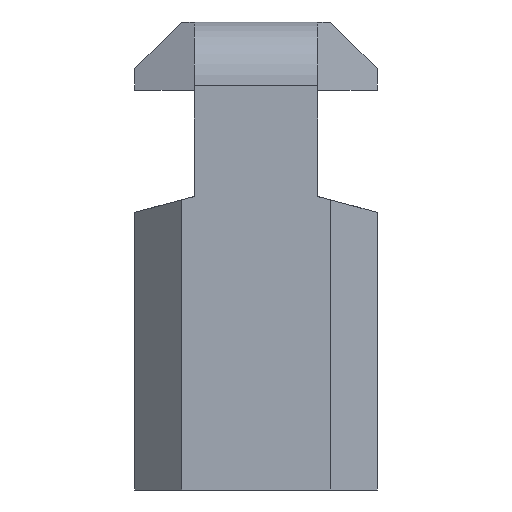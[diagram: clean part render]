
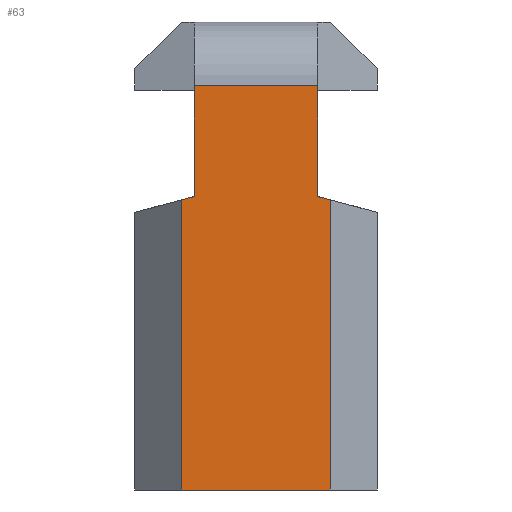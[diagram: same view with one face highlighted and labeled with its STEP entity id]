
A CAD part, front view. The second image highlights one B-rep face of the part: STEP entity #63.
In plain terms, the highlighted planar face has unit normal (0, -1, 0).
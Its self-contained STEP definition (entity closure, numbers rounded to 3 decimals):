
#63=ADVANCED_FACE('',(#139),#140,.T.);
#139=FACE_OUTER_BOUND('',#225,.T.);
#140=PLANE('',#226);
#225=EDGE_LOOP('',(#337,#338,#339,#340,#341,#342,#343,#344));
#226=AXIS2_PLACEMENT_3D('',#345,#346,#347);
#337=ORIENTED_EDGE('',*,*,#536,.T.);
#338=ORIENTED_EDGE('',*,*,#563,.T.);
#339=ORIENTED_EDGE('',*,*,#564,.F.);
#340=ORIENTED_EDGE('',*,*,#565,.T.);
#341=ORIENTED_EDGE('',*,*,#543,.T.);
#342=ORIENTED_EDGE('',*,*,#561,.F.);
#343=ORIENTED_EDGE('',*,*,#566,.T.);
#344=ORIENTED_EDGE('',*,*,#567,.T.);
#345=CARTESIAN_POINT('',(-3.5,-4.7,-17.3));
#346=DIRECTION('',(0.0,-1.0,0.0));
#347=DIRECTION('',(0.0,0.0,-1.0));
#536=EDGE_CURVE('',#635,#636,#637,.T.);
#543=EDGE_CURVE('',#649,#646,#650,.T.);
#561=EDGE_CURVE('',#675,#646,#677,.T.);
#563=EDGE_CURVE('',#636,#679,#680,.T.);
#564=EDGE_CURVE('',#681,#679,#682,.T.);
#565=EDGE_CURVE('',#681,#649,#683,.T.);
#566=EDGE_CURVE('',#675,#684,#685,.T.);
#567=EDGE_CURVE('',#684,#635,#686,.T.);
#635=VERTEX_POINT('',#782);
#636=VERTEX_POINT('',#783);
#637=LINE('',#784,#785);
#646=VERTEX_POINT('',#798);
#649=VERTEX_POINT('',#802);
#650=LINE('',#803,#804);
#675=VERTEX_POINT('',#841);
#677=LINE('',#844,#845);
#679=VERTEX_POINT('',#847);
#680=LINE('',#848,#849);
#681=VERTEX_POINT('',#850);
#682=LINE('',#851,#852);
#683=LINE('',#853,#854);
#684=VERTEX_POINT('',#855);
#685=LINE('',#856,#857);
#686=LINE('',#858,#859);
#782=CARTESIAN_POINT('',(3.5,-4.7,-3.661));
#783=CARTESIAN_POINT('',(2.9,-4.7,-3.5));
#784=CARTESIAN_POINT('',(3.5,-4.7,-3.661));
#785=VECTOR('',#996,0.621);
#798=CARTESIAN_POINT('',(-3.5,-4.7,-3.661));
#802=CARTESIAN_POINT('',(-2.9,-4.7,-3.5));
#803=CARTESIAN_POINT('',(-2.9,-4.7,-3.5));
#804=VECTOR('',#1002,0.621);
#841=CARTESIAN_POINT('',(-3.5,-4.7,-17.3));
#844=CARTESIAN_POINT('',(-3.5,-4.7,-17.3));
#845=VECTOR('',#1016,13.639);
#847=CARTESIAN_POINT('',(2.9,-4.7,1.7));
#848=CARTESIAN_POINT('',(2.9,-4.7,-3.5));
#849=VECTOR('',#1017,5.2);
#850=CARTESIAN_POINT('',(-2.9,-4.7,1.7));
#851=CARTESIAN_POINT('',(-2.9,-4.7,1.7));
#852=VECTOR('',#1018,5.8);
#853=CARTESIAN_POINT('',(-2.9,-4.7,1.7));
#854=VECTOR('',#1019,5.2);
#855=CARTESIAN_POINT('',(3.5,-4.7,-17.3));
#856=CARTESIAN_POINT('',(-3.5,-4.7,-17.3));
#857=VECTOR('',#1020,7.0);
#858=CARTESIAN_POINT('',(3.5,-4.7,-17.3));
#859=VECTOR('',#1021,13.639);
#996=DIRECTION('',(-0.966,0.0,0.259));
#1002=DIRECTION('',(-0.966,0.,-0.259));
#1016=DIRECTION('',(0.0,0.0,1.0));
#1017=DIRECTION('',(0.0,0.0,1.0));
#1018=DIRECTION('',(1.0,0.0,0.0));
#1019=DIRECTION('',(0.0,0.0,-1.0));
#1020=DIRECTION('',(1.0,0.0,0.0));
#1021=DIRECTION('',(0.0,0.0,1.0));
